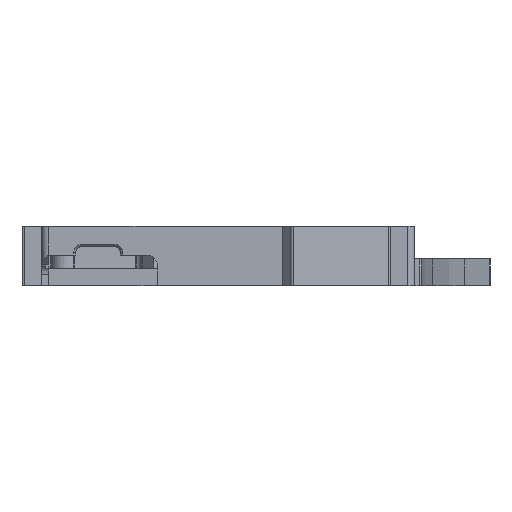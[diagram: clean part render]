
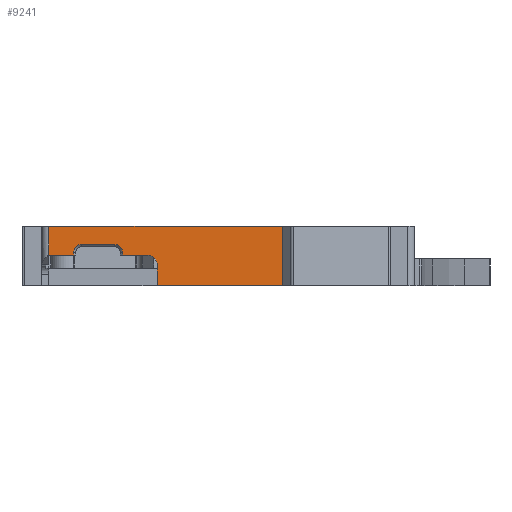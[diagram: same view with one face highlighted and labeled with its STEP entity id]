
A CAD part, left-side view. The second image highlights one B-rep face of the part: STEP entity #9241.
In plain terms, the highlighted planar face has unit normal (-1, 0, 0).
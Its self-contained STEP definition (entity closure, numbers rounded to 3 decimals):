
#436=CIRCLE('',#9704,1.7);
#437=CIRCLE('',#9705,1.7);
#438=CIRCLE('',#9706,2.);
#718=FACE_OUTER_BOUND('',#1255,.T.);
#1255=EDGE_LOOP('',(#7282,#7283,#7284,#7285,#7286,#7287,#7288,#7289,#7290,
#7291,#7292,#7293,#7294));
#1583=LINE('',#12155,#2672);
#2098=LINE('',#14613,#3187);
#2128=LINE('',#14688,#3217);
#2129=LINE('',#14691,#3218);
#2130=LINE('',#14693,#3219);
#2131=LINE('',#14697,#3220);
#2132=LINE('',#14701,#3221);
#2133=LINE('',#14703,#3222);
#2134=LINE('',#14706,#3223);
#2135=LINE('',#14707,#3224);
#2672=VECTOR('',#10042,10.);
#3187=VECTOR('',#10925,10.);
#3217=VECTOR('',#10977,10.);
#3218=VECTOR('',#10980,10.);
#3219=VECTOR('',#10981,10.);
#3220=VECTOR('',#10984,10.);
#3221=VECTOR('',#10987,10.);
#3222=VECTOR('',#10988,10.);
#3223=VECTOR('',#10991,10.);
#3224=VECTOR('',#10992,10.);
#3763=VERTEX_POINT('',#12152);
#3764=VERTEX_POINT('',#12154);
#3898=VERTEX_POINT('',#12586);
#4262=VERTEX_POINT('',#14610);
#4263=VERTEX_POINT('',#14612);
#4284=VERTEX_POINT('',#14690);
#4285=VERTEX_POINT('',#14692);
#4286=VERTEX_POINT('',#14694);
#4287=VERTEX_POINT('',#14696);
#4288=VERTEX_POINT('',#14698);
#4289=VERTEX_POINT('',#14700);
#4290=VERTEX_POINT('',#14702);
#4291=VERTEX_POINT('',#14704);
#4651=EDGE_CURVE('',#3763,#3764,#1583,.T.);
#5361=EDGE_CURVE('',#4262,#4263,#2098,.T.);
#5395=EDGE_CURVE('',#3898,#3763,#2128,.T.);
#5396=EDGE_CURVE('',#3898,#4284,#2129,.T.);
#5397=EDGE_CURVE('',#4285,#4284,#2130,.T.);
#5398=EDGE_CURVE('',#4286,#4285,#436,.T.);
#5399=EDGE_CURVE('',#4287,#4286,#2131,.T.);
#5400=EDGE_CURVE('',#4288,#4287,#437,.T.);
#5401=EDGE_CURVE('',#4289,#4288,#2132,.T.);
#5402=EDGE_CURVE('',#4289,#4290,#2133,.T.);
#5403=EDGE_CURVE('',#4290,#4291,#438,.T.);
#5404=EDGE_CURVE('',#4291,#4263,#2134,.T.);
#5405=EDGE_CURVE('',#4262,#3764,#2135,.T.);
#7282=ORIENTED_EDGE('',*,*,#5395,.F.);
#7283=ORIENTED_EDGE('',*,*,#5396,.T.);
#7284=ORIENTED_EDGE('',*,*,#5397,.F.);
#7285=ORIENTED_EDGE('',*,*,#5398,.F.);
#7286=ORIENTED_EDGE('',*,*,#5399,.F.);
#7287=ORIENTED_EDGE('',*,*,#5400,.F.);
#7288=ORIENTED_EDGE('',*,*,#5401,.F.);
#7289=ORIENTED_EDGE('',*,*,#5402,.T.);
#7290=ORIENTED_EDGE('',*,*,#5403,.T.);
#7291=ORIENTED_EDGE('',*,*,#5404,.T.);
#7292=ORIENTED_EDGE('',*,*,#5361,.F.);
#7293=ORIENTED_EDGE('',*,*,#5405,.T.);
#7294=ORIENTED_EDGE('',*,*,#4651,.F.);
#8777=PLANE('',#9703);
#9241=ADVANCED_FACE('',(#718),#8777,.T.);
#9703=AXIS2_PLACEMENT_3D('',#14689,#10978,#10979);
#9704=AXIS2_PLACEMENT_3D('',#14695,#10982,#10983);
#9705=AXIS2_PLACEMENT_3D('',#14699,#10985,#10986);
#9706=AXIS2_PLACEMENT_3D('',#14705,#10989,#10990);
#10042=DIRECTION('',(0.,-1.,0.));
#10925=DIRECTION('',(0.,1.,0.));
#10977=DIRECTION('',(0.,0.,1.));
#10978=DIRECTION('center_axis',(-1.,0.,0.));
#10979=DIRECTION('ref_axis',(0.,-1.,0.));
#10980=DIRECTION('',(0.,-1.,0.));
#10981=DIRECTION('',(0.,0.,-1.));
#10982=DIRECTION('center_axis',(-1.,0.,0.));
#10983=DIRECTION('ref_axis',(0.,0.,
1.));
#10984=DIRECTION('',(0.,1.,0.));
#10985=DIRECTION('center_axis',(-1.,0.,0.));
#10986=DIRECTION('ref_axis',(0.,-1.,0.));
#10987=DIRECTION('',(0.,0.,1.));
#10988=DIRECTION('',(0.,-1.,0.));
#10989=DIRECTION('center_axis',(1.,0.,0.));
#10990=DIRECTION('ref_axis',(0.,-1.,0.));
#10991=DIRECTION('',(0.,0.,-1.));
#10992=DIRECTION('',(0.,0.,1.));
#12152=CARTESIAN_POINT('',(28.638,-49.155,10.5));
#12154=CARTESIAN_POINT('',(28.638,-98.604,10.5));
#12155=CARTESIAN_POINT('',(28.638,-98.604,10.5));
#12586=CARTESIAN_POINT('',(28.638,-49.155,4.395));
#14610=CARTESIAN_POINT('',(28.638,-98.604,-2.));
#14612=CARTESIAN_POINT('',(28.638,-72.1,-2.));
#14613=CARTESIAN_POINT('',(28.638,-98.604,-2.));
#14688=CARTESIAN_POINT('',(28.638,-49.155,0.));
#14689=CARTESIAN_POINT('Origin',(28.638,-47.655,0.));
#14690=CARTESIAN_POINT('',(28.638,-54.4,4.395));
#14691=CARTESIAN_POINT('',(28.638,-48.405,4.395));
#14692=CARTESIAN_POINT('',(28.638,-54.4,4.98));
#14693=CARTESIAN_POINT('',(28.638,-54.4,1.905));
#14694=CARTESIAN_POINT('',(28.638,-56.1,6.68));
#14695=CARTESIAN_POINT('Origin',(28.638,-56.1,4.98));
#14696=CARTESIAN_POINT('',(28.638,-63.1,6.68));
#14697=CARTESIAN_POINT('',(28.638,-51.878,6.68));
#14698=CARTESIAN_POINT('',(28.638,-64.8,4.98));
#14699=CARTESIAN_POINT('Origin',(28.638,-63.1,4.98));
#14700=CARTESIAN_POINT('',(28.638,-64.8,4.395));
#14701=CARTESIAN_POINT('',(28.638,-64.8,2.49));
#14702=CARTESIAN_POINT('',(28.638,-70.1,4.395));
#14703=CARTESIAN_POINT('',(28.638,-48.405,4.395));
#14704=CARTESIAN_POINT('',(28.638,-72.1,2.395));
#14705=CARTESIAN_POINT('Origin',(28.638,-70.1,2.395));
#14706=CARTESIAN_POINT('',(28.638,-72.1,1.198));
#14707=CARTESIAN_POINT('',(28.638,-98.604,0.));
